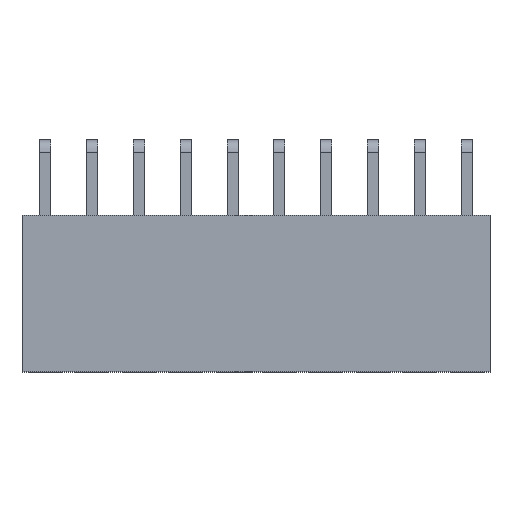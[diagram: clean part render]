
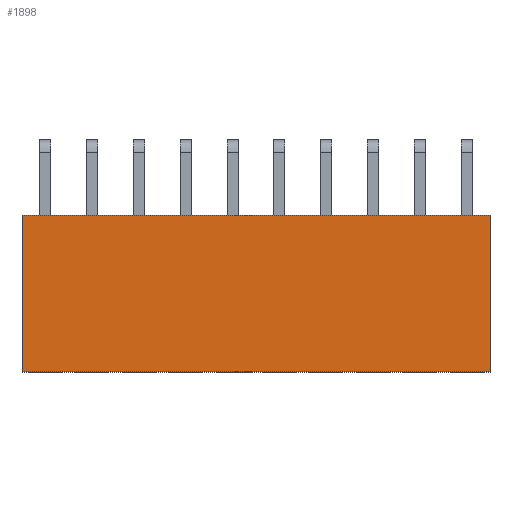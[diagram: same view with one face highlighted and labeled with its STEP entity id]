
A CAD part, top view. The second image highlights one B-rep face of the part: STEP entity #1898.
In plain terms, the highlighted planar face has unit normal (0, 0, 1).
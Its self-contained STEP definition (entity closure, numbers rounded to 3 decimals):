
#1898=ADVANCED_FACE('',(#12098),#12100,.T.);
#12098=FACE_BOUND('',#12099,.T.);
#12099=EDGE_LOOP('',(#20305,#20306,#20307,#20308));
#12100=PLANE('',#12101);
#12101=AXIS2_PLACEMENT_3D('',#12102,#12103,#12104);
#12102=CARTESIAN_POINT('',(1.27,-1.36,5.08));
#12103=DIRECTION('',(0.,0.,1.));
#12104=DIRECTION('',(-1.,0.,0.));
#20305=ORIENTED_EDGE('',*,*,#25865,.T.);
#20306=ORIENTED_EDGE('',*,*,#26251,.F.);
#20307=ORIENTED_EDGE('',*,*,#25872,.F.);
#20308=ORIENTED_EDGE('',*,*,#26332,.T.);
#25865=EDGE_CURVE('',#29509,#29507,#29510,.T.);
#25872=EDGE_CURVE('',#29519,#29521,#29522,.T.);
#26251=EDGE_CURVE('',#29521,#29507,#30195,.T.);
#26332=EDGE_CURVE('',#29519,#29509,#30356,.T.);
#29507=VERTEX_POINT('',#35945);
#29509=VERTEX_POINT('',#35949);
#29510=LINE('',#35950,#35951);
#29519=VERTEX_POINT('',#35971);
#29521=VERTEX_POINT('',#35975);
#29522=LINE('',#35976,#35977);
#30195=LINE('',#37451,#37452);
#30356=LINE('',#37774,#37775);
#35945=CARTESIAN_POINT('',(-1.27,-9.86,5.08));
#35949=CARTESIAN_POINT('',(-1.27,-1.36,5.08));
#35950=CARTESIAN_POINT('',(-1.27,-1.36,5.08));
#35951=VECTOR('',#35952,1.);
#35952=DIRECTION('',(0.,-1.,0.));
#35971=CARTESIAN_POINT('',(24.13,-1.36,5.08));
#35975=CARTESIAN_POINT('',(24.13,-9.86,5.08));
#35976=CARTESIAN_POINT('',(24.13,-1.36,5.08));
#35977=VECTOR('',#35978,1.);
#35978=DIRECTION('',(0.,-1.,0.));
#37451=CARTESIAN_POINT('',(24.13,-9.86,5.08));
#37452=VECTOR('',#37453,1.);
#37453=DIRECTION('',(-1.,0.,0.));
#37774=CARTESIAN_POINT('',(24.13,-1.36,5.08));
#37775=VECTOR('',#37776,1.);
#37776=DIRECTION('',(-1.,0.,0.));
